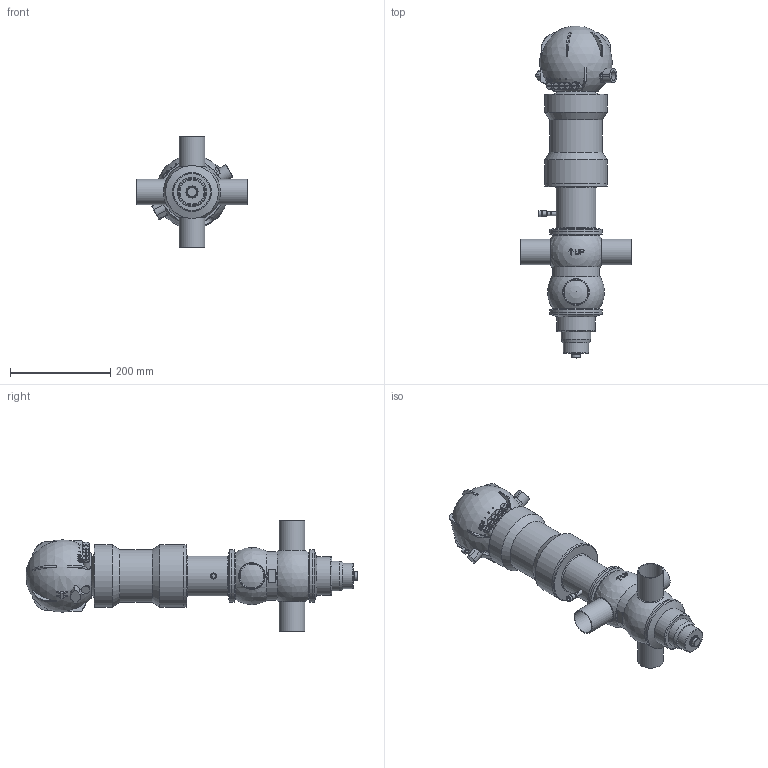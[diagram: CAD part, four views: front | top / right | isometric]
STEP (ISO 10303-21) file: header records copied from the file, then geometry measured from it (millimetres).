
FILE_DESCRIPTION(/* description */ ('B915PMO V.MIX DN50.8X1.65 4-90°TT SS EPD 316+PROX ESTERNO NC'),/* implementation_level */ '2;1');
FILE_NAME(/* name */ 'BC6ANX200BEAAAA-00^SAGOMA.step',/* time_stamp */ '2019-06-25T16:54:18+02:00',/* author */ ('marz-m'),/* organization */ (''),/* preprocessor_version */ 'ST-DEVELOPER v17',/* originating_system */ 'Autodesk Inventor 2018',/* authorisation */ '');
FILE_SCHEMA (('CONFIG_CONTROL_DESIGN'));
Length unit declared in the file: millimetre
Products named in the file (7): BC6ANX200BEAAAA; Cil86; AssemblaggioDN50; 3DAAGIOTAE005; TSTDLL200BBA; TAPPO CORPO DN50; RECLA97
Assembly tree (6 placements, depth 2):
  BC6ANX200BEAAAA
    Cil86
    AssemblaggioDN50
    3DAAGIOTAE005
    TSTDLL200BBA
    TAPPO CORPO DN50
    RECLA97
Bounding box: 220 x 661.8 x 220 mm (x, y, z)
Volume: 5773108.3 mm3; surface area: 414374.4 mm2
Topology: 6 solids, 6 shells, 501 faces, 1334 edges, 900 vertices
Faces by surface type: plane 320, cylinder 91, bspline 28, sphere 23, cone 22, torus 17
Full cylindrical faces by diameter (mm): 3 x1, 4 x1, 8 x5, 8.3 x1, 10.4 x1, 10.5 x1, 12 x1, 12.6 x1, 13 x3, 17 x1, 19 x1, 47.5 x4, 50 x1, 50.8 x4, 59 x1, 77 x1, 79 x1, 94 x2, 97 x1, 105 x5, 124 x3
Entity records: 17752 total; most frequent: CARTESIAN_POINT 4473, DIRECTION 2912, ORIENTED_EDGE 2650, EDGE_CURVE 1325, AXIS2_PLACEMENT_3D 1217, VERTEX_POINT 900, CIRCLE 723, EDGE_LOOP 567
